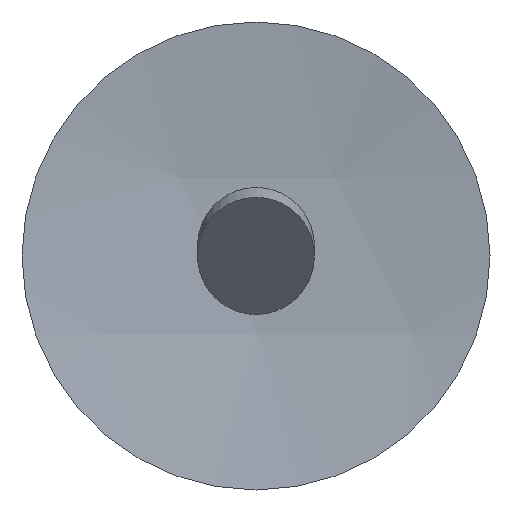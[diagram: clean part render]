
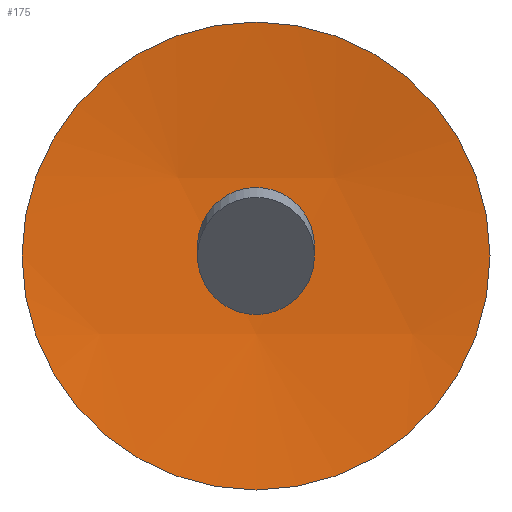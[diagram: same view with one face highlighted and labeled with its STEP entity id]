
A CAD part, front view. The second image highlights one B-rep face of the part: STEP entity #175.
In plain terms, the highlighted spherical face has radius 600 mm.
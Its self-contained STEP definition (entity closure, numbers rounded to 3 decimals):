
#37 = VERTEX_POINT('',#38);
#38 = CARTESIAN_POINT('',(100.,591.608,0.));
#47 = CYLINDRICAL_SURFACE('',#48,100.);
#48 = AXIS2_PLACEMENT_3D('',#49,#50,#51);
#49 = CARTESIAN_POINT('',(0.,0.,0.));
#50 = DIRECTION('',(0.,1.,0.));
#51 = DIRECTION('',(1.,0.,0.));
#94 = EDGE_CURVE('',#37,#37,#95,.T.);
#95 = SURFACE_CURVE('',#96,(#101,#108),.PCURVE_S1.);
#96 = CIRCLE('',#97,100.);
#97 = AXIS2_PLACEMENT_3D('',#98,#99,#100);
#98 = CARTESIAN_POINT('',(0.,591.608,0.));
#99 = DIRECTION('',(0.,1.,0.));
#100 = DIRECTION('',(0.,0.,1.));
#101 = PCURVE('',#47,#102);
#102 = DEFINITIONAL_REPRESENTATION('',(#103),#107);
#103 = LINE('',#104,#105);
#104 = CARTESIAN_POINT('',(-1.571,591.608));
#105 = VECTOR('',#106,1.);
#106 = DIRECTION('',(1.,0.));
#107 = ( GEOMETRIC_REPRESENTATION_CONTEXT(2) 
PARAMETRIC_REPRESENTATION_CONTEXT() REPRESENTATION_CONTEXT('2D SPACE',''
  ) );
#108 = PCURVE('',#109,#114);
#109 = SPHERICAL_SURFACE('',#110,600.);
#110 = AXIS2_PLACEMENT_3D('',#111,#112,#113);
#111 = CARTESIAN_POINT('',(0.,0.,0.));
#112 = DIRECTION('',(0.,0.,1.));
#113 = DIRECTION('',(1.,0.,0.));
#114 = DEFINITIONAL_REPRESENTATION('',(#115),#174);
#115 = B_SPLINE_CURVE_WITH_KNOTS('',8,(#116,#117,#118,#119,#120,#121,
    #122,#123,#124,#125,#126,#127,#128,#129,#130,#131,#132,#133,#134,
    #135,#136,#137,#138,#139,#140,#141,#142,#143,#144,#145,#146,#147,
    #148,#149,#150,#151,#152,#153,#154,#155,#156,#157,#158,#159,#160,
    #161,#162,#163,#164,#165,#166,#167,#168,#169,#170,#171,#172,#173),
  .UNSPECIFIED.,.F.,.F.,(9,7,7,7,7,7,7,7,9),(1.571,
    2.356,3.043,3.645,4.697,
    5.486,6.078,6.966,7.854),
  .UNSPECIFIED.);
#116 = CARTESIAN_POINT('',(1.403,0.));
#117 = CARTESIAN_POINT('',(1.403,-0.016));
#118 = CARTESIAN_POINT('',(1.405,-0.033));
#119 = CARTESIAN_POINT('',(1.409,-0.049));
#120 = CARTESIAN_POINT('',(1.414,-0.065));
#121 = CARTESIAN_POINT('',(1.421,-0.079));
#122 = CARTESIAN_POINT('',(1.43,-0.094));
#123 = CARTESIAN_POINT('',(1.44,-0.106));
#124 = CARTESIAN_POINT('',(1.462,-0.128));
#125 = CARTESIAN_POINT('',(1.473,-0.138));
#126 = CARTESIAN_POINT('',(1.485,-0.146));
#127 = CARTESIAN_POINT('',(1.498,-0.153));
#128 = CARTESIAN_POINT('',(1.512,-0.158));
#129 = CARTESIAN_POINT('',(1.525,-0.162));
#130 = CARTESIAN_POINT('',(1.54,-0.165));
#131 = CARTESIAN_POINT('',(1.567,-0.168));
#132 = CARTESIAN_POINT('',(1.58,-0.168));
#133 = CARTESIAN_POINT('',(1.592,-0.167));
#134 = CARTESIAN_POINT('',(1.605,-0.165));
#135 = CARTESIAN_POINT('',(1.617,-0.162));
#136 = CARTESIAN_POINT('',(1.629,-0.158));
#137 = CARTESIAN_POINT('',(1.641,-0.153));
#138 = CARTESIAN_POINT('',(1.671,-0.136));
#139 = CARTESIAN_POINT('',(1.689,-0.122));
#140 = CARTESIAN_POINT('',(1.705,-0.106));
#141 = CARTESIAN_POINT('',(1.718,-0.088));
#142 = CARTESIAN_POINT('',(1.727,-0.068));
#143 = CARTESIAN_POINT('',(1.734,-0.046));
#144 = CARTESIAN_POINT('',(1.738,-0.024));
#145 = CARTESIAN_POINT('',(1.738,0.014));
#146 = CARTESIAN_POINT('',(1.737,0.03));
#147 = CARTESIAN_POINT('',(1.733,0.047));
#148 = CARTESIAN_POINT('',(1.728,0.062));
#149 = CARTESIAN_POINT('',(1.721,0.078));
#150 = CARTESIAN_POINT('',(1.713,0.092));
#151 = CARTESIAN_POINT('',(1.703,0.105));
#152 = CARTESIAN_POINT('',(1.682,0.126));
#153 = CARTESIAN_POINT('',(1.673,0.134));
#154 = CARTESIAN_POINT('',(1.663,0.141));
#155 = CARTESIAN_POINT('',(1.652,0.148));
#156 = CARTESIAN_POINT('',(1.641,0.153));
#157 = CARTESIAN_POINT('',(1.629,0.158));
#158 = CARTESIAN_POINT('',(1.617,0.161));
#159 = CARTESIAN_POINT('',(1.587,0.168));
#160 = CARTESIAN_POINT('',(1.568,0.169));
#161 = CARTESIAN_POINT('',(1.549,0.168));
#162 = CARTESIAN_POINT('',(1.53,0.165));
#163 = CARTESIAN_POINT('',(1.512,0.159));
#164 = CARTESIAN_POINT('',(1.495,0.151));
#165 = CARTESIAN_POINT('',(1.479,0.141));
#166 = CARTESIAN_POINT('',(1.45,0.118));
#167 = CARTESIAN_POINT('',(1.437,0.104));
#168 = CARTESIAN_POINT('',(1.426,0.089));
#169 = CARTESIAN_POINT('',(1.417,0.073));
#170 = CARTESIAN_POINT('',(1.41,0.055));
#171 = CARTESIAN_POINT('',(1.406,0.037));
#172 = CARTESIAN_POINT('',(1.403,0.018));
#173 = CARTESIAN_POINT('',(1.403,0.));
#174 = ( GEOMETRIC_REPRESENTATION_CONTEXT(2) 
PARAMETRIC_REPRESENTATION_CONTEXT() REPRESENTATION_CONTEXT('2D SPACE',''
  ) );
#175 = ADVANCED_FACE('',(#176),#109,.F.);
#176 = FACE_BOUND('',#177,.F.);
#177 = EDGE_LOOP('',(#178));
#178 = ORIENTED_EDGE('',*,*,#94,.T.);
